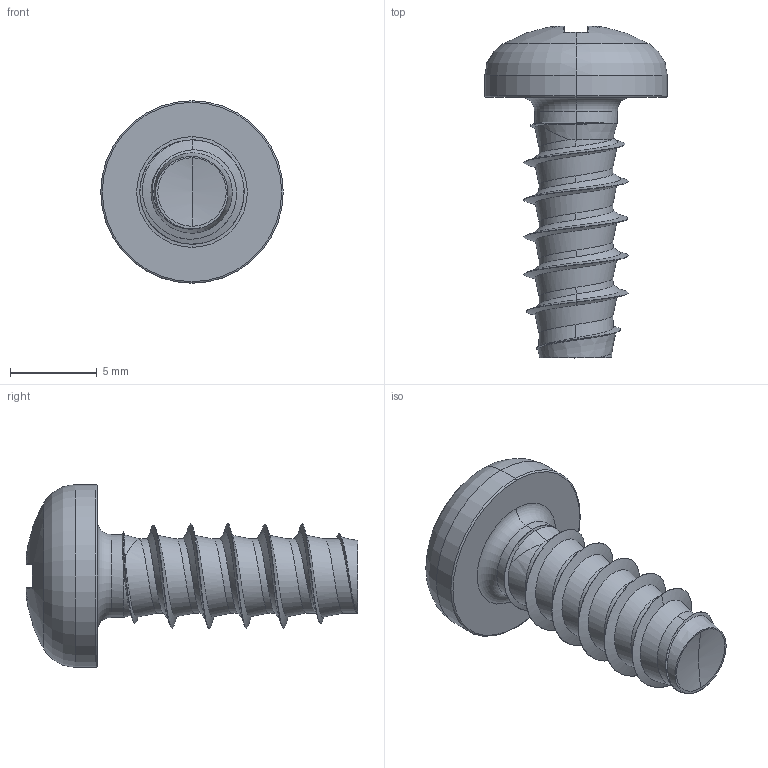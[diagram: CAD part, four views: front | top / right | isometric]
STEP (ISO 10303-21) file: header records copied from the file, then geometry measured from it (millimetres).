
FILE_DESCRIPTION (( 'STEP AP203' ), '1' );
FILE_NAME ('STP220600150.STEP', '2017-08-15T03:37:52', ( '' ), ( '' ), 'SwSTEP 2.0', 'SolidWorks 2015', '' );
FILE_SCHEMA (( 'CONFIG_CONTROL_DESIGN' ));
Length unit declared in the file: millimetre
Products named in the file (1): STP220600150
Bounding box: 10.5 x 19.1 x 10.5 mm (x, y, z)
Volume: 502 mm3; surface area: 594.5 mm2
Topology: 1 solids, 1 shells, 180 faces, 426 edges, 248 vertices
Faces by surface type: bspline 55, cylinder 38, plane 30, torus 28, sphere 20, cone 9
Entity records: 18729 total; most frequent: CARTESIAN_POINT 14974, ORIENTED_EDGE 848, DIRECTION 697, EDGE_CURVE 424, AXIS2_PLACEMENT_3D 307, VERTEX_POINT 248, EDGE_LOOP 182, CIRCLE 181
